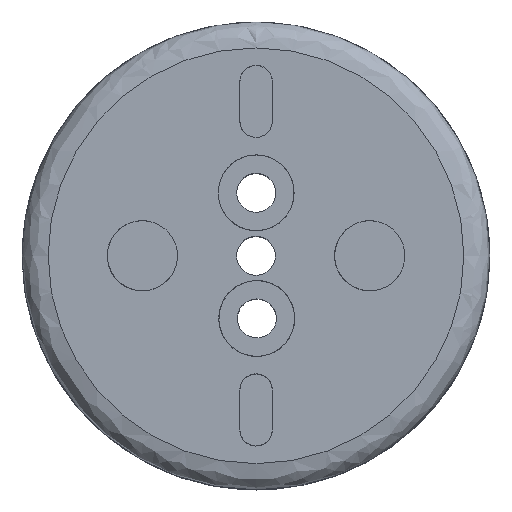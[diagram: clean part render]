
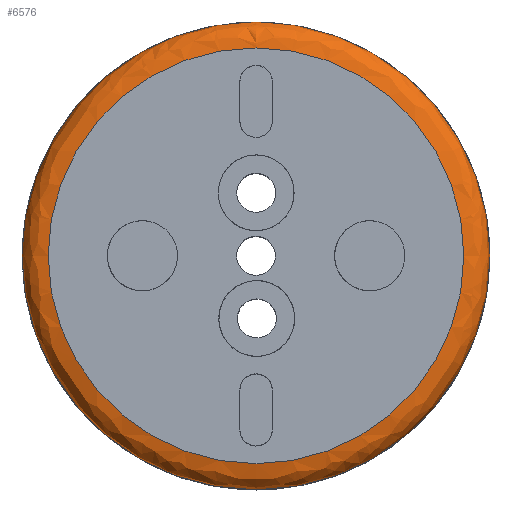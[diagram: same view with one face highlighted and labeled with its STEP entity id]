
A CAD part, top view. The second image highlights one B-rep face of the part: STEP entity #6576.
In plain terms, the highlighted free-form (B-spline) face has degree [3, 3] with [4, 7] control points.
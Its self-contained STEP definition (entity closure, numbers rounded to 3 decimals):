
#6081=CARTESIAN_POINT('',(0.,9.6,53.999));
#6082=VERTEX_POINT('',#6081);
#6083=CARTESIAN_POINT('',(0.,-0.,53.999));
#6084=DIRECTION('',(0.,-0.,1.));
#6085=DIRECTION('',(0.,1.,0.));
#6086=AXIS2_PLACEMENT_3D('',#6083,#6084,#6085);
#6087=CIRCLE('',#6086,9.6);
#6088=EDGE_CURVE('',#6082,#6082,#6087,.T.);
#6523=CARTESIAN_POINT('',(0.,10.8,52.999));
#6524=VERTEX_POINT('',#6523);
#6525=CARTESIAN_POINT('',(0.,-0.,52.999));
#6526=DIRECTION('',(0.,-0.,-1.));
#6527=DIRECTION('',(0.,1.,0.));
#6528=AXIS2_PLACEMENT_3D('',#6525,#6526,#6527);
#6529=CIRCLE('',#6528,10.8);
#6530=EDGE_CURVE('',#6524,#6524,#6529,.T.);
#6535=CARTESIAN_POINT('',(0.,9.6,53.999));
#6536=CARTESIAN_POINT('',(-19.2,9.6,53.999));
#6537=CARTESIAN_POINT('',(-19.2,-9.6,53.999));
#6538=CARTESIAN_POINT('',(0.,-9.6,53.999));
#6539=CARTESIAN_POINT('',(19.2,-9.6,53.999));
#6540=CARTESIAN_POINT('',(19.2,9.6,53.999));
#6541=CARTESIAN_POINT('',(0.,9.6,53.999));
#6542=CARTESIAN_POINT('',(0.,10.4,53.999));
#6543=CARTESIAN_POINT('',(-20.8,10.4,53.999));
#6544=CARTESIAN_POINT('',(-20.8,-10.4,53.999));
#6545=CARTESIAN_POINT('',(0.,-10.4,53.999));
#6546=CARTESIAN_POINT('',(20.8,-10.4,53.999));
#6547=CARTESIAN_POINT('',(20.8,10.4,53.999));
#6548=CARTESIAN_POINT('',(0.,10.4,53.999));
#6549=CARTESIAN_POINT('',(0.,10.8,53.499));
#6550=CARTESIAN_POINT('',(-21.6,10.8,53.499));
#6551=CARTESIAN_POINT('',(-21.6,-10.8,53.499));
#6552=CARTESIAN_POINT('',(0.,-10.8,53.499));
#6553=CARTESIAN_POINT('',(21.6,-10.8,53.499));
#6554=CARTESIAN_POINT('',(21.6,10.8,53.499));
#6555=CARTESIAN_POINT('',(0.,10.8,53.499));
#6556=CARTESIAN_POINT('',(0.,10.8,52.999));
#6557=CARTESIAN_POINT('',(-21.6,10.8,52.999));
#6558=CARTESIAN_POINT('',(-21.6,-10.8,52.999));
#6559=CARTESIAN_POINT('',(0.,-10.8,52.999));
#6560=CARTESIAN_POINT('',(21.6,-10.8,52.999));
#6561=CARTESIAN_POINT('',(21.6,10.8,52.999));
#6562=CARTESIAN_POINT('',(0.,10.8,52.999));
#6563=(BOUNDED_SURFACE()
B_SPLINE_SURFACE(3,3,((#6535,#6536,#6537,#6538,#6539,#6540,#6541),(#6542,#6543,#6544,#6545,#6546,#6547,#6548),(#6549,#6550,#6551,#6552,#6553,#6554,#6555),(#6556,#6557,#6558,#6559,#6560,#6561,#6562)),.UNSPECIFIED.,.F.,.T.,.U.)
B_SPLINE_SURFACE_WITH_KNOTS((4,4),(4,3,4),(0.25,0.5),(0.,0.5,1.),.UNSPECIFIED.)
GEOMETRIC_REPRESENTATION_ITEM()
RATIONAL_B_SPLINE_SURFACE(((0.5,0.167,0.167,0.5,0.167,0.167,0.5),(0.5,0.167,0.167,0.5,0.167,0.167,0.5),(0.667,0.222,0.222,0.667,0.222,0.222,0.667),(1.,0.333,0.333,1.,0.333,0.333,1.)))
REPRESENTATION_ITEM('')
SURFACE()
);
#6564=CARTESIAN_POINT('',(0.,10.8,52.999));
#6565=CARTESIAN_POINT('',(0.,10.8,53.499));
#6566=CARTESIAN_POINT('',(0.,10.4,53.999));
#6567=CARTESIAN_POINT('',(0.,9.6,53.999));
#6568=(BOUNDED_CURVE()
B_SPLINE_CURVE(3,(#6564,#6565,#6566,#6567),.UNSPECIFIED.,.F.,.F.)
B_SPLINE_CURVE_WITH_KNOTS((4,4),(0.5,0.75),.UNSPECIFIED.)
CURVE()
GEOMETRIC_REPRESENTATION_ITEM()
RATIONAL_B_SPLINE_CURVE((1.,0.667,0.5,0.5))
REPRESENTATION_ITEM(''));
#6569=EDGE_CURVE('',#6524,#6082,#6568,.T.);
#6570=ORIENTED_EDGE('',*,*,#6569,.T.);
#6571=ORIENTED_EDGE('',*,*,#6088,.F.);
#6572=ORIENTED_EDGE('',*,*,#6569,.F.);
#6573=ORIENTED_EDGE('',*,*,#6530,.F.);
#6574=EDGE_LOOP('',(#6570,#6571,#6572,#6573));
#6575=FACE_BOUND('',#6574,.T.);
#6576=ADVANCED_FACE('',(#6575),#6563,.T.);
